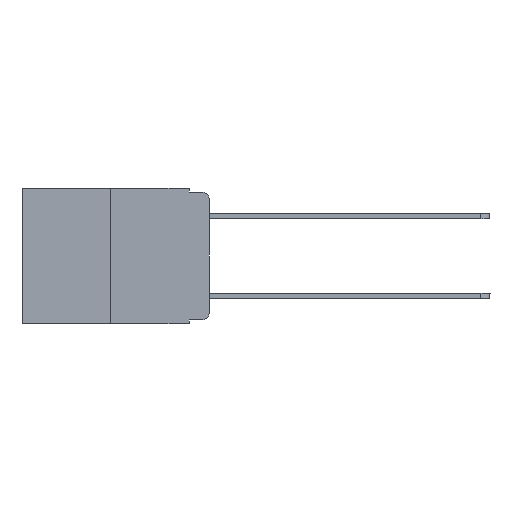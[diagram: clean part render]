
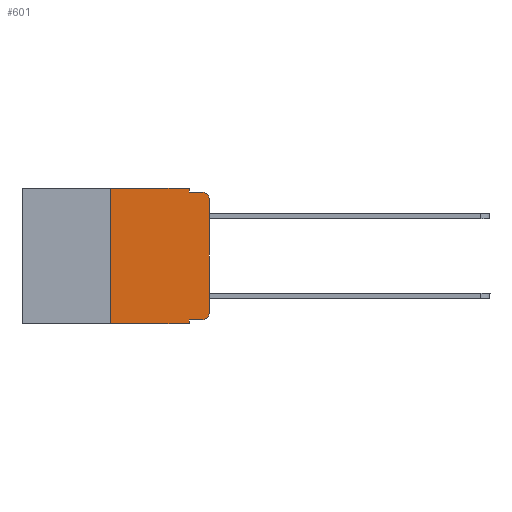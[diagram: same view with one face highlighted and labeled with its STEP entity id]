
A CAD part, left-side view. The second image highlights one B-rep face of the part: STEP entity #601.
In plain terms, the highlighted planar face has unit normal (-1, 0, 0).
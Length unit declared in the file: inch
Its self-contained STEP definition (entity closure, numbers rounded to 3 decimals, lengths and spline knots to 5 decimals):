
#97 = VECTOR ( 'NONE', #6181, 39.37008 ) ;
#104 = DIRECTION ( 'NONE',  ( 1., 0., 0. ) ) ;
#206 = PLANE ( 'NONE',  #2455 ) ;
#211 = VECTOR ( 'NONE', #8479, 39.37008 ) ;
#280 = CARTESIAN_POINT ( 'NONE',  ( 0., 0.473, -0.343 ) ) ;
#479 = CARTESIAN_POINT ( 'NONE',  ( 0., 0.473, 0. ) ) ;
#601 = ADVANCED_FACE ( 'NONE', ( #2762 ), #206, .F. ) ;
#650 = CARTESIAN_POINT ( 'NONE',  ( 0., 0., -0.313 ) ) ;
#809 = ORIENTED_EDGE ( 'NONE', *, *, #8612, .F. ) ;
#833 = EDGE_CURVE ( 'NONE', #7750, #3089, #7345, .T. ) ;
#841 = VECTOR ( 'NONE', #3000, 39.37008 ) ;
#974 = DIRECTION ( 'NONE',  ( 0., -1., 0. ) ) ;
#1235 = DIRECTION ( 'NONE',  ( -1., 0., 0. ) ) ;
#1239 = EDGE_CURVE ( 'NONE', #8103, #6688, #10055, .T. ) ;
#1340 = CARTESIAN_POINT ( 'NONE',  ( 0., 0.051, 0. ) ) ;
#1534 = ORIENTED_EDGE ( 'NONE', *, *, #9538, .F. ) ;
#2032 = VERTEX_POINT ( 'NONE', #7849 ) ;
#2237 = ORIENTED_EDGE ( 'NONE', *, *, #833, .F. ) ;
#2455 = AXIS2_PLACEMENT_3D ( 'NONE', #2467, #104, #5022 ) ;
#2467 = CARTESIAN_POINT ( 'NONE',  ( 0., 0.473, 0. ) ) ;
#2477 = CARTESIAN_POINT ( 'NONE',  ( 0., 0.02, -0.333 ) ) ;
#2603 = CARTESIAN_POINT ( 'NONE',  ( 0., 0., 0. ) ) ;
#2716 = LINE ( 'NONE', #7124, #97 ) ;
#2762 = FACE_OUTER_BOUND ( 'NONE', #8819, .T. ) ;
#3000 = DIRECTION ( 'NONE',  ( 0., -1., 0. ) ) ;
#3035 = EDGE_CURVE ( 'NONE', #9824, #7750, #10385, .T. ) ;
#3045 = ORIENTED_EDGE ( 'NONE', *, *, #3035, .F. ) ;
#3089 = VERTEX_POINT ( 'NONE', #1340 ) ;
#3108 = CARTESIAN_POINT ( 'NONE',  ( 0., 0.051, 0. ) ) ;
#3150 = VERTEX_POINT ( 'NONE', #4731 ) ;
#3579 = VECTOR ( 'NONE', #7797, 39.37008 ) ;
#3763 = VECTOR ( 'NONE', #6914, 39.37008 ) ;
#3788 = CARTESIAN_POINT ( 'NONE',  ( 0., 0., -0.03 ) ) ;
#3927 = EDGE_CURVE ( 'NONE', #4129, #8103, #5874, .T. ) ;
#4063 = EDGE_CURVE ( 'NONE', #3089, #6442, #5242, .T. ) ;
#4129 = VERTEX_POINT ( 'NONE', #2477 ) ;
#4278 = CARTESIAN_POINT ( 'NONE',  ( 0., 0.25, -0.343 ) ) ;
#4357 = CARTESIAN_POINT ( 'NONE',  ( 0., 0.051, -0.01 ) ) ;
#4438 = CARTESIAN_POINT ( 'NONE',  ( 0., 0.25, 0. ) ) ;
#4731 = CARTESIAN_POINT ( 'NONE',  ( 0., 0.051, -0.343 ) ) ;
#4855 = VECTOR ( 'NONE', #8850, 39.37008 ) ;
#4941 = ORIENTED_EDGE ( 'NONE', *, *, #5159, .T. ) ;
#5022 = DIRECTION ( 'NONE',  ( 0., 0., -1. ) ) ;
#5128 = DIRECTION ( 'NONE',  ( 0., 0., 1. ) ) ;
#5159 = EDGE_CURVE ( 'NONE', #6688, #10190, #6239, .T. ) ;
#5242 = LINE ( 'NONE', #3108, #4855 ) ;
#5474 = CARTESIAN_POINT ( 'NONE',  ( 0., 0.25, 0. ) ) ;
#5717 = ORIENTED_EDGE ( 'NONE', *, *, #1239, .T. ) ;
#5874 = CIRCLE ( 'NONE', #7733, 0.02 ) ;
#6001 = CARTESIAN_POINT ( 'NONE',  ( 0., 0.051, -0.333 ) ) ;
#6181 = DIRECTION ( 'NONE',  ( 0., 0., -1. ) ) ;
#6188 = CARTESIAN_POINT ( 'NONE',  ( 0., 0.02, -0.313 ) ) ;
#6190 = VECTOR ( 'NONE', #5128, 39.37008 ) ;
#6239 = CIRCLE ( 'NONE', #9890, 0.02 ) ;
#6442 = VERTEX_POINT ( 'NONE', #4357 ) ;
#6688 = VERTEX_POINT ( 'NONE', #3788 ) ;
#6763 = ORIENTED_EDGE ( 'NONE', *, *, #3927, .T. ) ;
#6912 = LINE ( 'NONE', #6001, #211 ) ;
#6914 = DIRECTION ( 'NONE',  ( 0., -1., 0. ) ) ;
#7029 = DIRECTION ( 'NONE',  ( -1., 0., 0. ) ) ;
#7124 = CARTESIAN_POINT ( 'NONE',  ( 0., 0.051, 0. ) ) ;
#7345 = LINE ( 'NONE', #479, #3763 ) ;
#7613 = EDGE_CURVE ( 'NONE', #9824, #3150, #8376, .T. ) ;
#7733 = AXIS2_PLACEMENT_3D ( 'NONE', #6188, #1235, #8569 ) ;
#7750 = VERTEX_POINT ( 'NONE', #4438 ) ;
#7797 = DIRECTION ( 'NONE',  ( 0., 0., 1. ) ) ;
#7805 = CARTESIAN_POINT ( 'NONE',  ( 0., 0.02, -0.03 ) ) ;
#7848 = DIRECTION ( 'NONE',  ( 0., 0., -1. ) ) ;
#7849 = CARTESIAN_POINT ( 'NONE',  ( 0., 0.051, -0.333 ) ) ;
#7901 = CARTESIAN_POINT ( 'NONE',  ( 0., 0.051, -0.01 ) ) ;
#8090 = ORIENTED_EDGE ( 'NONE', *, *, #4063, .F. ) ;
#8103 = VERTEX_POINT ( 'NONE', #650 ) ;
#8376 = LINE ( 'NONE', #280, #8895 ) ;
#8479 = DIRECTION ( 'NONE',  ( 0., -1., 0. ) ) ;
#8569 = DIRECTION ( 'NONE',  ( 0., 0., -1. ) ) ;
#8612 = EDGE_CURVE ( 'NONE', #2032, #3150, #2716, .T. ) ;
#8819 = EDGE_LOOP ( 'NONE', ( #5717, #4941, #1534, #8090, #2237, #3045, #9322, #809, #10064, #6763 ) ) ;
#8850 = DIRECTION ( 'NONE',  ( 0., 0., -1. ) ) ;
#8895 = VECTOR ( 'NONE', #974, 39.37008 ) ;
#9114 = LINE ( 'NONE', #7901, #841 ) ;
#9322 = ORIENTED_EDGE ( 'NONE', *, *, #7613, .T. ) ;
#9538 = EDGE_CURVE ( 'NONE', #6442, #10190, #9114, .T. ) ;
#9586 = CARTESIAN_POINT ( 'NONE',  ( 0., 0.02, -0.01 ) ) ;
#9824 = VERTEX_POINT ( 'NONE', #4278 ) ;
#9866 = EDGE_CURVE ( 'NONE', #2032, #4129, #6912, .T. ) ;
#9890 = AXIS2_PLACEMENT_3D ( 'NONE', #7805, #7029, #7848 ) ;
#10055 = LINE ( 'NONE', #2603, #6190 ) ;
#10064 = ORIENTED_EDGE ( 'NONE', *, *, #9866, .T. ) ;
#10190 = VERTEX_POINT ( 'NONE', #9586 ) ;
#10385 = LINE ( 'NONE', #5474, #3579 ) ;
